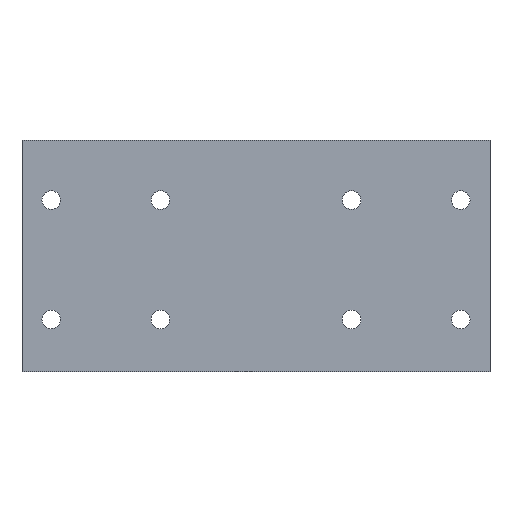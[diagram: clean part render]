
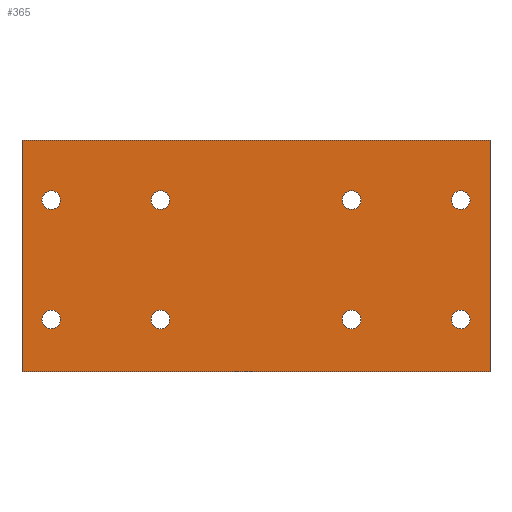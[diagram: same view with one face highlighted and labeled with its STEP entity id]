
A CAD part, front view. The second image highlights one B-rep face of the part: STEP entity #365.
In plain terms, the highlighted planar face has unit normal (0, -1, 0).
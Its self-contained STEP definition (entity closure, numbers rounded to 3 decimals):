
#26=FACE_BOUND('',#94,.T.);
#27=FACE_BOUND('',#95,.T.);
#28=FACE_BOUND('',#96,.T.);
#29=FACE_BOUND('',#97,.T.);
#30=FACE_BOUND('',#98,.T.);
#31=FACE_BOUND('',#99,.T.);
#32=FACE_BOUND('',#100,.T.);
#33=FACE_BOUND('',#101,.T.);
#42=PLANE('',#421);
#62=FACE_OUTER_BOUND('',#93,.T.);
#93=EDGE_LOOP('',(#323,#324,#325,#326));
#94=EDGE_LOOP('',(#327));
#95=EDGE_LOOP('',(#328));
#96=EDGE_LOOP('',(#329));
#97=EDGE_LOOP('',(#330));
#98=EDGE_LOOP('',(#331));
#99=EDGE_LOOP('',(#332));
#100=EDGE_LOOP('',(#333));
#101=EDGE_LOOP('',(#334));
#113=LINE('',#604,#136);
#117=LINE('',#612,#140);
#120=LINE('',#618,#143);
#123=LINE('',#623,#146);
#136=VECTOR('',#509,10.);
#140=VECTOR('',#515,10.);
#143=VECTOR('',#520,10.);
#146=VECTOR('',#525,10.);
#155=CIRCLE('',#394,2.5);
#157=CIRCLE('',#397,2.5);
#159=CIRCLE('',#400,2.5);
#161=CIRCLE('',#403,2.5);
#163=CIRCLE('',#406,2.5);
#165=CIRCLE('',#409,2.5);
#167=CIRCLE('',#412,2.5);
#169=CIRCLE('',#415,2.5);
#177=VERTEX_POINT('',#556);
#179=VERTEX_POINT('',#562);
#181=VERTEX_POINT('',#568);
#183=VERTEX_POINT('',#574);
#185=VERTEX_POINT('',#580);
#187=VERTEX_POINT('',#586);
#189=VERTEX_POINT('',#592);
#191=VERTEX_POINT('',#598);
#192=VERTEX_POINT('',#602);
#193=VERTEX_POINT('',#603);
#196=VERTEX_POINT('',#611);
#198=VERTEX_POINT('',#617);
#211=EDGE_CURVE('',#177,#177,#155,.T.);
#214=EDGE_CURVE('',#179,#179,#157,.T.);
#217=EDGE_CURVE('',#181,#181,#159,.T.);
#220=EDGE_CURVE('',#183,#183,#161,.T.);
#223=EDGE_CURVE('',#185,#185,#163,.T.);
#226=EDGE_CURVE('',#187,#187,#165,.T.);
#229=EDGE_CURVE('',#189,#189,#167,.T.);
#232=EDGE_CURVE('',#191,#191,#169,.T.);
#233=EDGE_CURVE('',#192,#193,#113,.T.);
#237=EDGE_CURVE('',#196,#193,#117,.T.);
#240=EDGE_CURVE('',#198,#196,#120,.T.);
#243=EDGE_CURVE('',#192,#198,#123,.T.);
#323=ORIENTED_EDGE('',*,*,#243,.F.);
#324=ORIENTED_EDGE('',*,*,#233,.T.);
#325=ORIENTED_EDGE('',*,*,#237,.F.);
#326=ORIENTED_EDGE('',*,*,#240,.F.);
#327=ORIENTED_EDGE('',*,*,#232,.F.);
#328=ORIENTED_EDGE('',*,*,#229,.F.);
#329=ORIENTED_EDGE('',*,*,#226,.F.);
#330=ORIENTED_EDGE('',*,*,#223,.F.);
#331=ORIENTED_EDGE('',*,*,#220,.F.);
#332=ORIENTED_EDGE('',*,*,#217,.F.);
#333=ORIENTED_EDGE('',*,*,#214,.F.);
#334=ORIENTED_EDGE('',*,*,#211,.F.);
#365=ADVANCED_FACE('',(#62,#26,#27,#28,#29,#30,#31,#32,#33),#42,.F.);
#394=AXIS2_PLACEMENT_3D('',#558,#456,#457);
#397=AXIS2_PLACEMENT_3D('',#564,#463,#464);
#400=AXIS2_PLACEMENT_3D('',#570,#470,#471);
#403=AXIS2_PLACEMENT_3D('',#576,#477,#478);
#406=AXIS2_PLACEMENT_3D('',#582,#484,#485);
#409=AXIS2_PLACEMENT_3D('',#588,#491,#492);
#412=AXIS2_PLACEMENT_3D('',#594,#498,#499);
#415=AXIS2_PLACEMENT_3D('',#600,#505,#506);
#421=AXIS2_PLACEMENT_3D('',#626,#529,#530);
#456=DIRECTION('center_axis',(0.,-1.,0.));
#457=DIRECTION('ref_axis',(-1.,0.,0.));
#463=DIRECTION('center_axis',(0.,-1.,0.));
#464=DIRECTION('ref_axis',(-1.,0.,0.));
#470=DIRECTION('center_axis',(0.,-1.,0.));
#471=DIRECTION('ref_axis',(-1.,0.,0.));
#477=DIRECTION('center_axis',(0.,-1.,0.));
#478=DIRECTION('ref_axis',(-1.,0.,0.));
#484=DIRECTION('center_axis',(0.,-1.,0.));
#485=DIRECTION('ref_axis',(-1.,0.,0.));
#491=DIRECTION('center_axis',(0.,-1.,0.));
#492=DIRECTION('ref_axis',(-1.,0.,0.));
#498=DIRECTION('center_axis',(0.,-1.,0.));
#499=DIRECTION('ref_axis',(-1.,0.,0.));
#505=DIRECTION('center_axis',(0.,-1.,0.));
#506=DIRECTION('ref_axis',(-1.,0.,0.));
#509=DIRECTION('',(1.,0.,0.));
#515=DIRECTION('',(0.,0.,-1.));
#520=DIRECTION('',(1.,0.,0.));
#525=DIRECTION('',(0.,0.,1.));
#529=DIRECTION('center_axis',(0.,1.,0.));
#530=DIRECTION('ref_axis',(-1.,0.,0.));
#556=CARTESIAN_POINT('',(97.756,33.,91.082));
#558=CARTESIAN_POINT('Origin',(95.256,33.,91.082));
#562=CARTESIAN_POINT('',(17.156,33.,59.082));
#564=CARTESIAN_POINT('Origin',(14.656,33.,59.082));
#568=CARTESIAN_POINT('',(68.444,33.,59.082));
#570=CARTESIAN_POINT('Origin',(65.944,33.,59.082));
#574=CARTESIAN_POINT('',(-12.156,33.,91.082));
#576=CARTESIAN_POINT('Origin',(-14.656,33.,91.082));
#580=CARTESIAN_POINT('',(68.444,33.,91.082));
#582=CARTESIAN_POINT('Origin',(65.944,33.,91.082));
#586=CARTESIAN_POINT('',(-12.156,33.,59.082));
#588=CARTESIAN_POINT('Origin',(-14.656,33.,59.082));
#592=CARTESIAN_POINT('',(97.756,33.,59.082));
#594=CARTESIAN_POINT('Origin',(95.256,33.,59.082));
#598=CARTESIAN_POINT('',(17.156,33.,91.082));
#600=CARTESIAN_POINT('Origin',(14.656,33.,91.082));
#602=CARTESIAN_POINT('',(-22.5,33.,45.082));
#603=CARTESIAN_POINT('',(103.1,33.,45.082));
#604=CARTESIAN_POINT('',(-528.5,33.,45.082));
#611=CARTESIAN_POINT('',(103.1,33.,107.082));
#612=CARTESIAN_POINT('',(103.1,33.,107.082));
#617=CARTESIAN_POINT('',(-22.5,33.,107.082));
#618=CARTESIAN_POINT('',(-22.5,33.,107.082));
#623=CARTESIAN_POINT('',(-22.5,33.,45.082));
#626=CARTESIAN_POINT('Origin',(40.3,33.,76.082));
